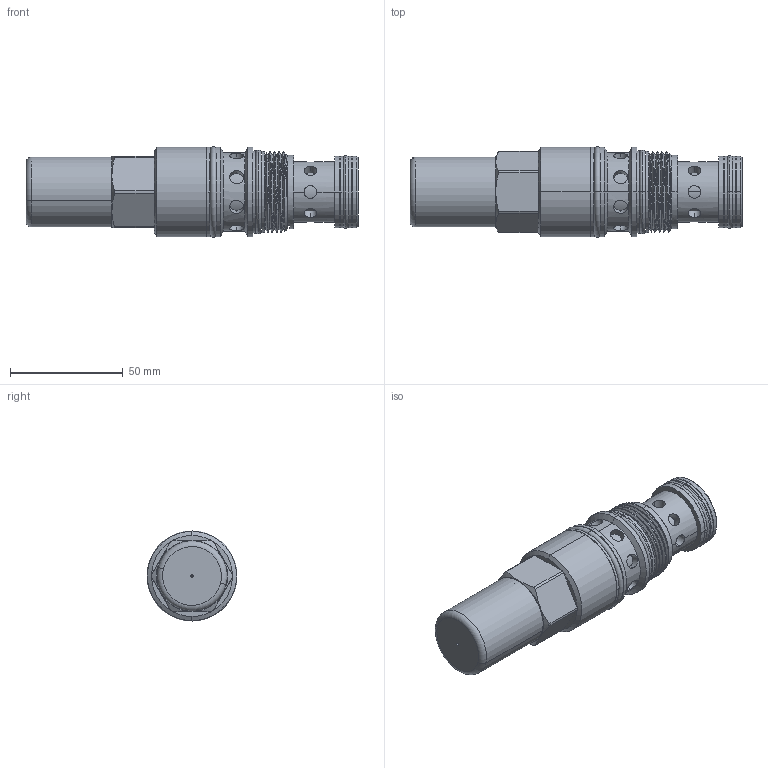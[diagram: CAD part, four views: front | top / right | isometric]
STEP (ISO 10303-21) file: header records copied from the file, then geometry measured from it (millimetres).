
FILE_DESCRIPTION (( 'STEP AP203' ), '1' );
FILE_NAME ('PD17A30-C.STEP', '2020-03-23T03:13:01', ( '' ), ( '' ), 'SwSTEP 2.0', 'SolidWorks 2018', '' );
FILE_SCHEMA (( 'CONFIG_CONTROL_DESIGN' ));
Length unit declared in the file: millimetre
Products named in the file (1): PD17A30-C
Bounding box: 147.55 x 40.39 x 40.39 mm (x, y, z)
Volume: 114577.8 mm3; surface area: 36085.9 mm2
Topology: 9 solids, 18 shells, 389 faces, 922 edges, 581 vertices
Faces by surface type: cylinder 212, plane 88, cone 42, torus 38, bspline 9
Entity records: 19607 total; most frequent: CARTESIAN_POINT 10673, DIRECTION 1869, ORIENTED_EDGE 1840, EDGE_CURVE 920, AXIS2_PLACEMENT_3D 784, VERTEX_POINT 581, EDGE_LOOP 451, CIRCLE 403
